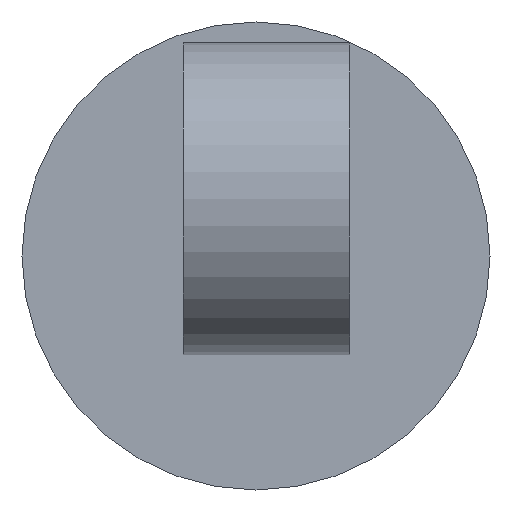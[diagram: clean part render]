
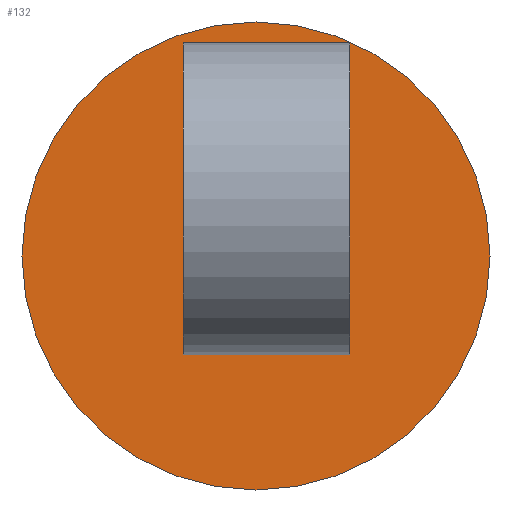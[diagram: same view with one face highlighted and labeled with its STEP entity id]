
A CAD part, front view. The second image highlights one B-rep face of the part: STEP entity #132.
In plain terms, the highlighted planar face has unit normal (0, -1, 0).
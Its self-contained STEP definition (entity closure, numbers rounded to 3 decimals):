
#17=FACE_BOUND('',#49,.T.);
#18=LINE('',#223,#29);
#19=LINE('',#225,#30);
#20=LINE('',#227,#31);
#21=LINE('',#228,#32);
#29=VECTOR('',#182,10.);
#30=VECTOR('',#183,10.);
#31=VECTOR('',#184,10.);
#32=VECTOR('',#185,10.);
#40=FACE_OUTER_BOUND('',#48,.T.);
#48=EDGE_LOOP('',(#92,#93));
#49=EDGE_LOOP('',(#94,#95,#96,#97));
#57=CIRCLE('',#161,45.);
#58=CIRCLE('',#162,45.);
#63=VERTEX_POINT('',#217);
#64=VERTEX_POINT('',#218);
#65=VERTEX_POINT('',#221);
#66=VERTEX_POINT('',#222);
#67=VERTEX_POINT('',#224);
#68=VERTEX_POINT('',#226);
#75=EDGE_CURVE('',#63,#64,#57,.T.);
#76=EDGE_CURVE('',#64,#63,#58,.T.);
#77=EDGE_CURVE('',#65,#66,#18,.T.);
#78=EDGE_CURVE('',#66,#67,#19,.T.);
#79=EDGE_CURVE('',#68,#67,#20,.T.);
#80=EDGE_CURVE('',#65,#68,#21,.T.);
#92=ORIENTED_EDGE('',*,*,#75,.T.);
#93=ORIENTED_EDGE('',*,*,#76,.T.);
#94=ORIENTED_EDGE('',*,*,#77,.T.);
#95=ORIENTED_EDGE('',*,*,#78,.T.);
#96=ORIENTED_EDGE('',*,*,#79,.F.);
#97=ORIENTED_EDGE('',*,*,#80,.F.);
#126=PLANE('',#160);
#132=ADVANCED_FACE('',(#40,#17),#126,.T.);
#160=AXIS2_PLACEMENT_3D('',#216,#176,#177);
#161=AXIS2_PLACEMENT_3D('',#219,#178,#179);
#162=AXIS2_PLACEMENT_3D('',#220,#180,#181);
#176=DIRECTION('center_axis',(0.,-1.,0.));
#177=DIRECTION('ref_axis',(0.,0.,-1.));
#178=DIRECTION('center_axis',(0.,-1.,0.));
#179=DIRECTION('ref_axis',(1.,0.,0.));
#180=DIRECTION('center_axis',(0.,-1.,0.));
#181=DIRECTION('ref_axis',(1.,0.,0.));
#182=DIRECTION('',(1.,0.,0.));
#183=DIRECTION('',(0.,0.,-1.));
#184=DIRECTION('',(1.,0.,0.));
#185=DIRECTION('',(0.,0.,-1.));
#216=CARTESIAN_POINT('Origin',(14.,50.5,-11.));
#217=CARTESIAN_POINT('',(59.,50.5,-11.));
#218=CARTESIAN_POINT('',(-31.,50.5,-11.));
#219=CARTESIAN_POINT('Origin',(14.,50.5,-11.));
#220=CARTESIAN_POINT('Origin',(14.,50.5,-11.));
#221=CARTESIAN_POINT('',(0.,50.5,30.));
#222=CARTESIAN_POINT('',(32.,50.5,30.));
#223=CARTESIAN_POINT('',(0.,50.5,30.));
#224=CARTESIAN_POINT('',(32.,50.5,-30.));
#225=CARTESIAN_POINT('',(32.,50.5,30.));
#226=CARTESIAN_POINT('',(0.,50.5,-30.));
#227=CARTESIAN_POINT('',(0.,50.5,-30.));
#228=CARTESIAN_POINT('',(0.,50.5,30.));
